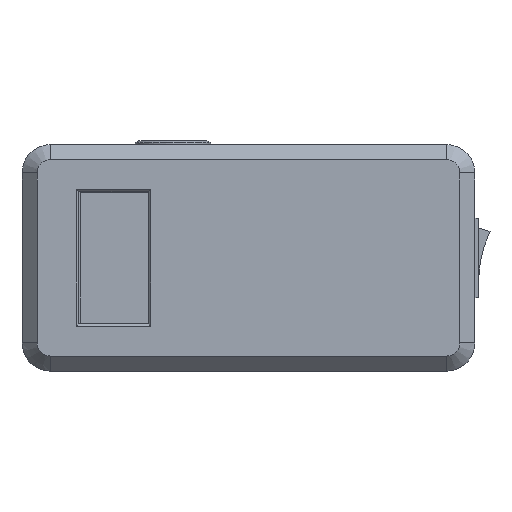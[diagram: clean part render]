
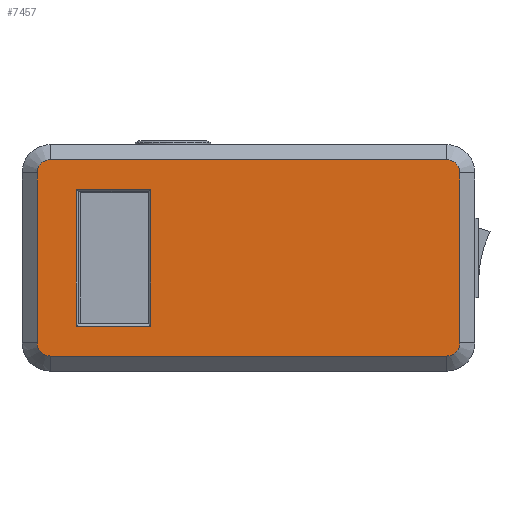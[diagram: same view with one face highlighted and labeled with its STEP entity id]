
A CAD part, front view. The second image highlights one B-rep face of the part: STEP entity #7457.
In plain terms, the highlighted planar face has unit normal (0, -1, 0).
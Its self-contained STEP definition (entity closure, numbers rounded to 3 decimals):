
#226=FACE_BOUND('',#1447,.T.);
#444=CIRCLE('',#8243,3.5);
#445=CIRCLE('',#8244,3.5);
#446=CIRCLE('',#8245,3.5);
#447=CIRCLE('',#8246,3.5);
#929=FACE_OUTER_BOUND('',#1446,.T.);
#1446=EDGE_LOOP('',(#6529,#6530,#6531,#6532,#6533,#6534,#6535,#6536));
#1447=EDGE_LOOP('',(#6537,#6538,#6539,#6540));
#2194=LINE('',#12381,#2974);
#2200=LINE('',#12392,#2980);
#2201=LINE('',#12395,#2981);
#2204=LINE('',#12400,#2984);
#2206=LINE('',#12405,#2986);
#2207=LINE('',#12409,#2987);
#2208=LINE('',#12413,#2988);
#2209=LINE('',#12417,#2989);
#2974=VECTOR('',#10221,10.);
#2980=VECTOR('',#10229,10.);
#2981=VECTOR('',#10232,10.);
#2984=VECTOR('',#10237,10.);
#2986=VECTOR('',#10241,10.);
#2987=VECTOR('',#10244,10.);
#2988=VECTOR('',#10247,10.);
#2989=VECTOR('',#10250,10.);
#3658=VERTEX_POINT('',#12379);
#3659=VERTEX_POINT('',#12380);
#3663=VERTEX_POINT('',#12390);
#3664=VERTEX_POINT('',#12394);
#3666=VERTEX_POINT('',#12403);
#3667=VERTEX_POINT('',#12404);
#3668=VERTEX_POINT('',#12406);
#3669=VERTEX_POINT('',#12408);
#3670=VERTEX_POINT('',#12410);
#3671=VERTEX_POINT('',#12412);
#3672=VERTEX_POINT('',#12414);
#3673=VERTEX_POINT('',#12416);
#4626=EDGE_CURVE('',#3658,#3659,#2194,.T.);
#4632=EDGE_CURVE('',#3663,#3658,#2200,.T.);
#4633=EDGE_CURVE('',#3664,#3663,#2201,.T.);
#4636=EDGE_CURVE('',#3659,#3664,#2204,.T.);
#4638=EDGE_CURVE('',#3666,#3667,#2206,.T.);
#4639=EDGE_CURVE('',#3668,#3666,#444,.T.);
#4640=EDGE_CURVE('',#3669,#3668,#2207,.T.);
#4641=EDGE_CURVE('',#3670,#3669,#445,.T.);
#4642=EDGE_CURVE('',#3671,#3670,#2208,.T.);
#4643=EDGE_CURVE('',#3672,#3671,#446,.T.);
#4644=EDGE_CURVE('',#3673,#3672,#2209,.T.);
#4645=EDGE_CURVE('',#3667,#3673,#447,.T.);
#6529=ORIENTED_EDGE('',*,*,#4638,.F.);
#6530=ORIENTED_EDGE('',*,*,#4639,.F.);
#6531=ORIENTED_EDGE('',*,*,#4640,.F.);
#6532=ORIENTED_EDGE('',*,*,#4641,.F.);
#6533=ORIENTED_EDGE('',*,*,#4642,.F.);
#6534=ORIENTED_EDGE('',*,*,#4643,.F.);
#6535=ORIENTED_EDGE('',*,*,#4644,.F.);
#6536=ORIENTED_EDGE('',*,*,#4645,.F.);
#6537=ORIENTED_EDGE('',*,*,#4626,.F.);
#6538=ORIENTED_EDGE('',*,*,#4632,.F.);
#6539=ORIENTED_EDGE('',*,*,#4633,.F.);
#6540=ORIENTED_EDGE('',*,*,#4636,.F.);
#7042=PLANE('',#8242);
#7457=ADVANCED_FACE('',(#929,#226),#7042,.T.);
#8242=AXIS2_PLACEMENT_3D('',#12402,#10239,#10240);
#8243=AXIS2_PLACEMENT_3D('',#12407,#10242,#10243);
#8244=AXIS2_PLACEMENT_3D('',#12411,#10245,#10246);
#8245=AXIS2_PLACEMENT_3D('',#12415,#10248,#10249);
#8246=AXIS2_PLACEMENT_3D('',#12418,#10251,#10252);
#10221=DIRECTION('',(0.,0.,1.));
#10229=DIRECTION('',(1.,0.,0.));
#10232=DIRECTION('',(0.,0.,-1.));
#10237=DIRECTION('',(-1.,0.,0.));
#10239=DIRECTION('center_axis',(0.,-1.,0.));
#10240=DIRECTION('ref_axis',(0.,0.,-1.));
#10241=DIRECTION('',(1.,0.,0.));
#10242=DIRECTION('center_axis',(0.,1.,0.));
#10243=DIRECTION('ref_axis',(-0.707,0.,0.707));
#10244=DIRECTION('',(0.,0.,1.));
#10245=DIRECTION('center_axis',(0.,1.,0.));
#10246=DIRECTION('ref_axis',(-0.707,0.,-0.707));
#10247=DIRECTION('',(-1.,0.,0.));
#10248=DIRECTION('center_axis',(0.,1.,0.));
#10249=DIRECTION('ref_axis',(0.707,0.,-0.707));
#10250=DIRECTION('',(0.,0.,-1.));
#10251=DIRECTION('center_axis',(0.,1.,0.));
#10252=DIRECTION('ref_axis',(0.707,0.,0.707));
#12379=CARTESIAN_POINT('',(4.1,-10.,-18.1));
#12380=CARTESIAN_POINT('',(4.1,-10.,18.1));
#12381=CARTESIAN_POINT('',(4.1,-10.,-8.75));
#12390=CARTESIAN_POINT('',(-15.6,-10.,-18.1));
#12392=CARTESIAN_POINT('',(7.5,-10.,-18.1));
#12394=CARTESIAN_POINT('',(-15.6,-10.,18.1));
#12395=CARTESIAN_POINT('',(-15.6,-10.,8.75));
#12400=CARTESIAN_POINT('',(16.75,-10.,18.1));
#12402=CARTESIAN_POINT('Origin',(30.,-10.,0.));
#12403=CARTESIAN_POINT('',(-22.5,-10.,26.));
#12404=CARTESIAN_POINT('',(82.5,-10.,26.));
#12405=CARTESIAN_POINT('',(0.,-10.,26.));
#12406=CARTESIAN_POINT('',(-26.,-10.,22.5));
#12407=CARTESIAN_POINT('Origin',(-22.5,-10.,22.5));
#12408=CARTESIAN_POINT('',(-26.,-10.,-22.5));
#12409=CARTESIAN_POINT('',(-26.,-10.,-15.));
#12410=CARTESIAN_POINT('',(-22.5,-10.,-26.));
#12411=CARTESIAN_POINT('Origin',(-22.5,-10.,-22.5));
#12412=CARTESIAN_POINT('',(82.5,-10.,-26.));
#12413=CARTESIAN_POINT('',(60.,-10.,-26.));
#12414=CARTESIAN_POINT('',(86.,-10.,-22.5));
#12415=CARTESIAN_POINT('Origin',(82.5,-10.,-22.5));
#12416=CARTESIAN_POINT('',(86.,-10.,22.5));
#12417=CARTESIAN_POINT('',(86.,-10.,15.));
#12418=CARTESIAN_POINT('Origin',(82.5,-10.,22.5));
